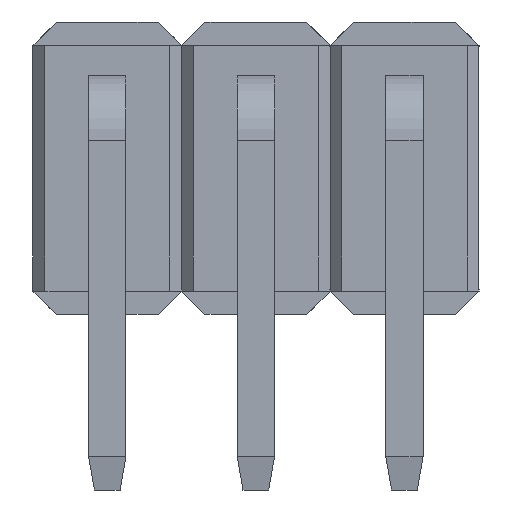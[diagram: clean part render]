
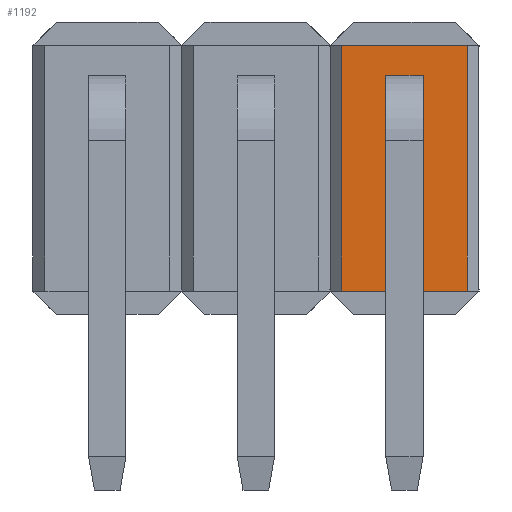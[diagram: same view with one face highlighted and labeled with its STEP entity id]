
A CAD part, front view. The second image highlights one B-rep face of the part: STEP entity #1192.
In plain terms, the highlighted planar face has unit normal (0, -1, 0).
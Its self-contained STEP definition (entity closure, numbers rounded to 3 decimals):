
#161 = CARTESIAN_POINT ( 'NONE',  ( -0.32, 0.54, -1.59 ) ) ;
#196 = ORIENTED_EDGE ( 'NONE', *, *, #1575, .T. ) ;
#367 = VERTEX_POINT ( 'NONE', #3687 ) ;
#475 = VECTOR ( 'NONE', #3604, 1000. ) ;
#514 = CARTESIAN_POINT ( 'NONE',  ( -0.32, 0.54, -1.59 ) ) ;
#624 = FACE_OUTER_BOUND ( 'NONE', #744, .T. ) ;
#661 = EDGE_CURVE ( 'NONE', #6027, #3065, #1016, .T. ) ;
#744 = EDGE_LOOP ( 'NONE', ( #1777, #1845, #1507, #2742 ) ) ;
#797 = DIRECTION ( 'NONE',  ( 0., 0., -1. ) ) ;
#816 = CARTESIAN_POINT ( 'NONE',  ( 0.32, 0.54, 0.95 ) ) ;
#846 = PLANE ( 'NONE',  #3232 ) ;
#1001 = VERTEX_POINT ( 'NONE', #2142 ) ;
#1014 = LINE ( 'NONE', #5522, #5827 ) ;
#1016 = LINE ( 'NONE', #3070, #2406 ) ;
#1045 = VECTOR ( 'NONE', #3498, 1000. ) ;
#1063 = CARTESIAN_POINT ( 'NONE',  ( -1.07, 0.54, 2.1 ) ) ;
#1064 = ORIENTED_EDGE ( 'NONE', *, *, #3250, .T. ) ;
#1132 = CARTESIAN_POINT ( 'NONE',  ( -0.32, 0.54, 1.59 ) ) ;
#1192 = ADVANCED_FACE ( 'NONE', ( #3174, #4776, #624 ), #846, .F. ) ;
#1208 = CARTESIAN_POINT ( 'NONE',  ( -1.27, 0.54, -2.1 ) ) ;
#1305 = EDGE_CURVE ( 'NONE', #4951, #5671, #1014, .T. ) ;
#1485 = DIRECTION ( 'NONE',  ( -1., 0., 0. ) ) ;
#1507 = ORIENTED_EDGE ( 'NONE', *, *, #661, .F. ) ;
#1575 = EDGE_CURVE ( 'NONE', #2488, #367, #2845, .T. ) ;
#1582 = DIRECTION ( 'NONE',  ( 1., 0., 0. ) ) ;
#1586 = EDGE_CURVE ( 'NONE', #5380, #4339, #4144, .T. ) ;
#1713 = ORIENTED_EDGE ( 'NONE', *, *, #1305, .T. ) ;
#1743 = VERTEX_POINT ( 'NONE', #4798 ) ;
#1769 = LINE ( 'NONE', #1208, #475 ) ;
#1777 = ORIENTED_EDGE ( 'NONE', *, *, #2744, .T. ) ;
#1792 = DIRECTION ( 'NONE',  ( 0., 1., 0. ) ) ;
#1835 = CARTESIAN_POINT ( 'NONE',  ( 0.32, 0.54, -0.95 ) ) ;
#1845 = ORIENTED_EDGE ( 'NONE', *, *, #3825, .T. ) ;
#1846 = LINE ( 'NONE', #3004, #4245 ) ;
#2012 = CARTESIAN_POINT ( 'NONE',  ( -0.32, 0.54, -0.95 ) ) ;
#2051 = CARTESIAN_POINT ( 'NONE',  ( 1.07, 0.54, -2.1 ) ) ;
#2134 = DIRECTION ( 'NONE',  ( 0., 0., 1. ) ) ;
#2142 = CARTESIAN_POINT ( 'NONE',  ( -0.32, 0.54, 0.95 ) ) ;
#2220 = EDGE_CURVE ( 'NONE', #1743, #2488, #5732, .T. ) ;
#2292 = LINE ( 'NONE', #2051, #1045 ) ;
#2366 = EDGE_CURVE ( 'NONE', #4193, #6027, #4820, .T. ) ;
#2406 = VECTOR ( 'NONE', #5534, 1000. ) ;
#2488 = VERTEX_POINT ( 'NONE', #5642 ) ;
#2584 = CARTESIAN_POINT ( 'NONE',  ( -0.32, 0.54, 0.95 ) ) ;
#2742 = ORIENTED_EDGE ( 'NONE', *, *, #2366, .F. ) ;
#2744 = EDGE_CURVE ( 'NONE', #4193, #5398, #1769, .T. ) ;
#2769 = CARTESIAN_POINT ( 'NONE',  ( 1.07, 0.54, -2.1 ) ) ;
#2845 = LINE ( 'NONE', #816, #5610 ) ;
#3004 = CARTESIAN_POINT ( 'NONE',  ( -0.32, 0.54, 0.95 ) ) ;
#3065 = VERTEX_POINT ( 'NONE', #3891 ) ;
#3070 = CARTESIAN_POINT ( 'NONE',  ( -1.27, 0.54, 2.1 ) ) ;
#3112 = VECTOR ( 'NONE', #1582, 1000. ) ;
#3145 = DIRECTION ( 'NONE',  ( 0., 0., 1. ) ) ;
#3174 = FACE_BOUND ( 'NONE', #6200, .T. ) ;
#3232 = AXIS2_PLACEMENT_3D ( 'NONE', #4180, #1792, #5162 ) ;
#3250 = EDGE_CURVE ( 'NONE', #4339, #4951, #5989, .T. ) ;
#3432 = ORIENTED_EDGE ( 'NONE', *, *, #5745, .T. ) ;
#3498 = DIRECTION ( 'NONE',  ( 0., 0., 1. ) ) ;
#3501 = DIRECTION ( 'NONE',  ( -1., 0., 0. ) ) ;
#3521 = DIRECTION ( 'NONE',  ( 1., 0., 0. ) ) ;
#3522 = VECTOR ( 'NONE', #3145, 1000. ) ;
#3604 = DIRECTION ( 'NONE',  ( 1., 0., 0. ) ) ;
#3654 = DIRECTION ( 'NONE',  ( 0., 0., -1. ) ) ;
#3687 = CARTESIAN_POINT ( 'NONE',  ( 0.32, 0.54, 0.95 ) ) ;
#3825 = EDGE_CURVE ( 'NONE', #5398, #3065, #2292, .T. ) ;
#3891 = CARTESIAN_POINT ( 'NONE',  ( 1.07, 0.54, 2.1 ) ) ;
#4111 = ORIENTED_EDGE ( 'NONE', *, *, #4919, .T. ) ;
#4144 = LINE ( 'NONE', #4646, #5139 ) ;
#4180 = CARTESIAN_POINT ( 'NONE',  ( -1.27, 0.54, 2.1 ) ) ;
#4193 = VERTEX_POINT ( 'NONE', #5343 ) ;
#4200 = DIRECTION ( 'NONE',  ( 0., 0., 1. ) ) ;
#4245 = VECTOR ( 'NONE', #3501, 1000. ) ;
#4290 = VECTOR ( 'NONE', #4200, 1000. ) ;
#4339 = VERTEX_POINT ( 'NONE', #5928 ) ;
#4461 = ORIENTED_EDGE ( 'NONE', *, *, #2220, .T. ) ;
#4646 = CARTESIAN_POINT ( 'NONE',  ( 0.32, 0.54, -0.95 ) ) ;
#4706 = VECTOR ( 'NONE', #1485, 1000. ) ;
#4730 = LINE ( 'NONE', #2012, #3112 ) ;
#4731 = EDGE_LOOP ( 'NONE', ( #4914, #3432, #4461, #196 ) ) ;
#4776 = FACE_BOUND ( 'NONE', #4731, .T. ) ;
#4798 = CARTESIAN_POINT ( 'NONE',  ( -0.32, 0.54, 1.59 ) ) ;
#4820 = LINE ( 'NONE', #5580, #3522 ) ;
#4914 = ORIENTED_EDGE ( 'NONE', *, *, #4929, .T. ) ;
#4919 = EDGE_CURVE ( 'NONE', #5671, #5380, #4730, .T. ) ;
#4929 = EDGE_CURVE ( 'NONE', #367, #1001, #1846, .T. ) ;
#4951 = VERTEX_POINT ( 'NONE', #161 ) ;
#5139 = VECTOR ( 'NONE', #3654, 1000. ) ;
#5162 = DIRECTION ( 'NONE',  ( 0., 0., 1. ) ) ;
#5343 = CARTESIAN_POINT ( 'NONE',  ( -1.07, 0.54, -2.1 ) ) ;
#5380 = VERTEX_POINT ( 'NONE', #1835 ) ;
#5398 = VERTEX_POINT ( 'NONE', #2769 ) ;
#5522 = CARTESIAN_POINT ( 'NONE',  ( -0.32, 0.54, -0.95 ) ) ;
#5534 = DIRECTION ( 'NONE',  ( 1., 0., 0. ) ) ;
#5580 = CARTESIAN_POINT ( 'NONE',  ( -1.07, 0.54, -2.1 ) ) ;
#5610 = VECTOR ( 'NONE', #797, 1000. ) ;
#5613 = LINE ( 'NONE', #2584, #4290 ) ;
#5642 = CARTESIAN_POINT ( 'NONE',  ( 0.32, 0.54, 1.59 ) ) ;
#5671 = VERTEX_POINT ( 'NONE', #5966 ) ;
#5732 = LINE ( 'NONE', #1132, #5894 ) ;
#5745 = EDGE_CURVE ( 'NONE', #1001, #1743, #5613, .T. ) ;
#5827 = VECTOR ( 'NONE', #2134, 1000. ) ;
#5894 = VECTOR ( 'NONE', #3521, 1000. ) ;
#5928 = CARTESIAN_POINT ( 'NONE',  ( 0.32, 0.54, -1.59 ) ) ;
#5966 = CARTESIAN_POINT ( 'NONE',  ( -0.32, 0.54, -0.95 ) ) ;
#5989 = LINE ( 'NONE', #514, #4706 ) ;
#6027 = VERTEX_POINT ( 'NONE', #1063 ) ;
#6200 = EDGE_LOOP ( 'NONE', ( #6236, #1064, #1713, #4111 ) ) ;
#6236 = ORIENTED_EDGE ( 'NONE', *, *, #1586, .T. ) ;
